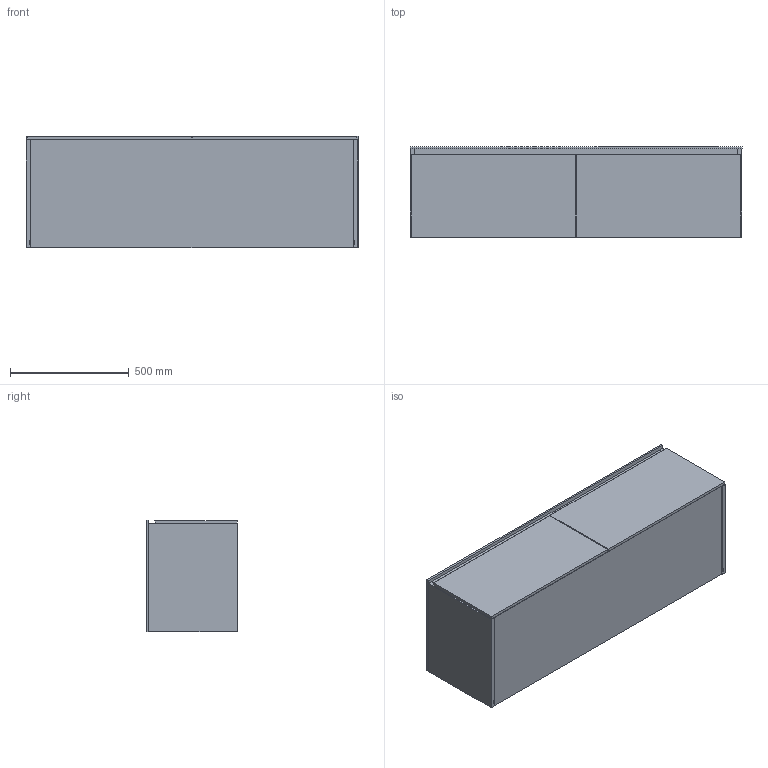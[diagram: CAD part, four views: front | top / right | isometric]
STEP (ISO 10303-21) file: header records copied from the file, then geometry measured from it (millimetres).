
FILE_DESCRIPTION (( 'STEP AP214' ), '1' );
FILE_NAME ('WP1400375-2AUSNERR-47.STEP', '2021-02-08T09:51:19', ( '' ), ( '' ), 'SwSTEP 2.0', 'SolidWorks 2020', '' );
FILE_SCHEMA (( 'AUTOMOTIVE_DESIGN' ));
Length unit declared in the file: millimetre
Products named in the file (3): WP 1400375-2AUSNERR-47_us_MDF lackiert<Wie bearbeitet>; WP 1400375-2AUSAERR-47_wt_Mit Hahnloch ohne Schlitz｜erlauf; WP1400375-2AUSNERR-47
Assembly tree (2 placements, depth 2):
  WP1400375-2AUSNERR-47
    WP 1400375-2AUSAERR-47_wt_Mit Hahnloch ohne Schlitz｜erlauf
    WP 1400375-2AUSNERR-47_us_MDF lackiert<Wie bearbeitet>
Bounding box: 1400 x 382 x 470 mm (x, y, z)
Volume: 54521984 mm3; surface area: 7435699.8 mm2
Topology: 19 solids, 19 shells, 257 faces, 618 edges, 400 vertices
Faces by surface type: plane 195, cylinder 36, bspline 20, cone 4, torus 2
Entity records: 11839 total; most frequent: CARTESIAN_POINT 5722, ORIENTED_EDGE 1236, DIRECTION 1102, EDGE_CURVE 618, LINE 498, VECTOR 498, VERTEX_POINT 400, AXIS2_PLACEMENT_3D 302
